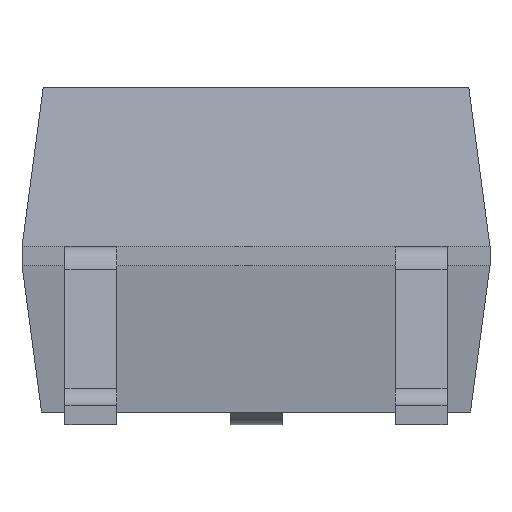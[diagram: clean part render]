
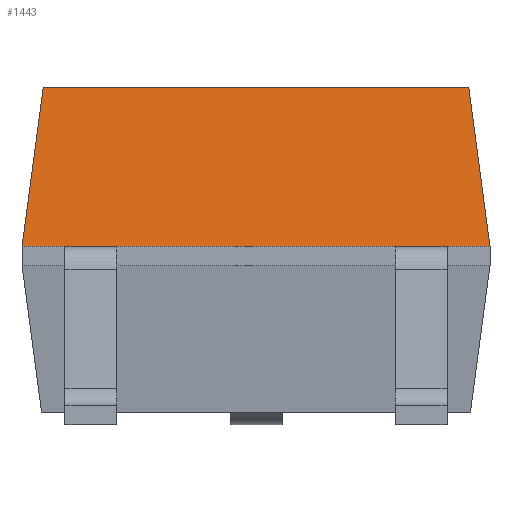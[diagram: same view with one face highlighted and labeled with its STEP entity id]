
A CAD part, left-side view. The second image highlights one B-rep face of the part: STEP entity #1443.
In plain terms, the highlighted planar face has unit normal (-0.991, 0, 0.132).
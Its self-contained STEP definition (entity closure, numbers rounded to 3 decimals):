
#42=LINE($,#2131,#210);
#47=LINE($,#2141,#215);
#48=LINE($,#2143,#216);
#49=LINE($,#2144,#217);
#210=VECTOR($,#1703,1.247);
#215=VECTOR($,#1712,1.247);
#216=VECTOR($,#1715,3.6);
#217=VECTOR($,#1716,3.273);
#370=PLANE($,#1544);
#438=FACE_OUTER_BOUND($,#525,.T.);
#525=EDGE_LOOP($,(#1033,#1034,#1035,#1036));
#654=VERTEX_POINT($,#2122);
#655=VERTEX_POINT($,#2127);
#658=VERTEX_POINT($,#2137);
#659=VERTEX_POINT($,#2139);
#801=EDGE_CURVE($,#655,#654,#42,.T.);
#806=EDGE_CURVE($,#659,#658,#47,.T.);
#807=EDGE_CURVE($,#654,#658,#48,.T.);
#808=EDGE_CURVE($,#659,#655,#49,.F.);
#1033=ORIENTED_EDGE($,*,*,#807,.T.);
#1034=ORIENTED_EDGE($,*,*,#806,.F.);
#1035=ORIENTED_EDGE($,*,*,#808,.T.);
#1036=ORIENTED_EDGE($,*,*,#801,.T.);
#1443=ADVANCED_FACE($,(#438),#370,.T.);
#1544=AXIS2_PLACEMENT_3D($,#2142,#1713,#1714);
#1703=DIRECTION($,(-0.131,0.131,-0.983));
#1712=DIRECTION($,(-0.131,-0.131,-0.983));
#1713=DIRECTION('center_axis',(-0.991,0.,
0.132));
#1714=DIRECTION('ref_axis',(-0.132,0.,-0.991));
#1715=DIRECTION($,(0.,-1.,0.));
#1716=DIRECTION($,(0.,-1.,0.));
#2122=CARTESIAN_POINT('',(-2.2,1.8,1.375));
#2127=CARTESIAN_POINT('',(-2.037,1.637,2.6));
#2131=CARTESIAN_POINT($,(-2.05,1.65,2.5));
#2137=CARTESIAN_POINT('',(-2.2,-1.8,1.375));
#2139=CARTESIAN_POINT('',(-2.037,-1.637,2.6));
#2141=CARTESIAN_POINT($,(-2.05,-1.65,2.5));
#2142=CARTESIAN_POINT('Origin',(-2.125,-0.9,1.938));
#2143=CARTESIAN_POINT($,(-2.2,-0.9,1.375));
#2144=CARTESIAN_POINT($,(-2.037,-0.45,2.6));
